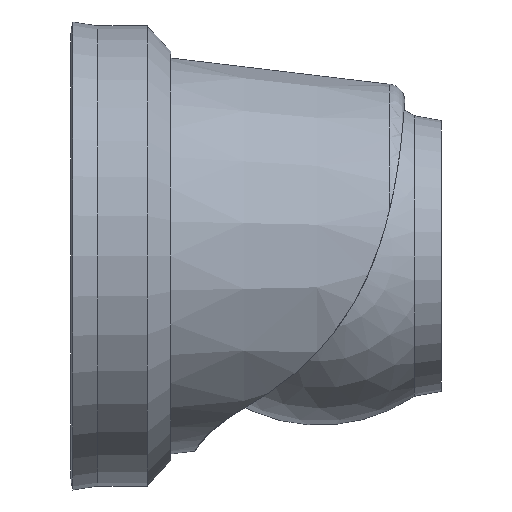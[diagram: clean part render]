
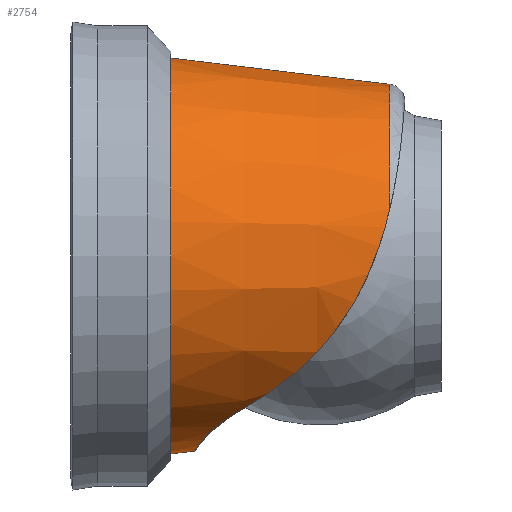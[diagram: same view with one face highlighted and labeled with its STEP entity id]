
A CAD part, left-side view. The second image highlights one B-rep face of the part: STEP entity #2754.
In plain terms, the highlighted conical face has half-angle 6.827 degrees and reference radius 50 mm.
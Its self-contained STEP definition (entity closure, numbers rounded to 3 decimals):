
#43 = CARTESIAN_POINT ( 'NONE',  ( -51.226, -89.771, 0.489 ) ) ;
#89 = VERTEX_POINT ( 'NONE', #1839 ) ;
#99 = CARTESIAN_POINT ( 'NONE',  ( -50.69, -91.565, 5.827 ) ) ;
#126 = CARTESIAN_POINT ( 'NONE',  ( -49.201, -80.686, -17.804 ) ) ;
#134 = EDGE_CURVE ( 'NONE', #2508, #1697, #315, .T. ) ;
#154 = CARTESIAN_POINT ( 'NONE',  ( 0., -93.764, 50.747 ) ) ;
#159 = ORIENTED_EDGE ( 'NONE', *, *, #1055, .T. ) ;
#175 = CARTESIAN_POINT ( 'NONE',  ( -4.986, -36.122, -57.484 ) ) ;
#188 = CARTESIAN_POINT ( 'NONE',  ( 0., -36.014, -57.66 ) ) ;
#205 = CARTESIAN_POINT ( 'NONE',  ( -36.102, -55.709, -41.9 ) ) ;
#206 = CARTESIAN_POINT ( 'NONE',  ( 0., -29., -58.5 ) ) ;
#315 = CIRCLE ( 'NONE', #1896, 50.747 ) ;
#317 = CARTESIAN_POINT ( 'NONE',  ( -49.97, -82.642, -14.677 ) ) ;
#361 = CARTESIAN_POINT ( 'NONE',  ( -49.728, -82.001, -15.734 ) ) ;
#429 = CARTESIAN_POINT ( 'NONE',  ( -23.419, -40.643, -52.086 ) ) ;
#435 = EDGE_CURVE ( 'NONE', #3294, #2078, #3620, .T. ) ;
#487 = CARTESIAN_POINT ( 'NONE',  ( -35.588, -54.739, -42.489 ) ) ;
#493 = CARTESIAN_POINT ( 'NONE',  ( 0., -100., -50. ) ) ;
#547 = CARTESIAN_POINT ( 'NONE',  ( -37.628, -58.58, -40.066 ) ) ;
#583 = CARTESIAN_POINT ( 'NONE',  ( -50.085, -82.958, -14.143 ) ) ;
#601 = CARTESIAN_POINT ( 'NONE',  ( -48.77, -93.764, 14.023 ) ) ;
#623 = CARTESIAN_POINT ( 'NONE',  ( -50.073, -92.61, 9.365 ) ) ;
#635 = CONICAL_SURFACE ( 'NONE', #2670, 50., 0.119 ) ;
#714 = CARTESIAN_POINT ( 'NONE',  ( -9.87, -36.61, -56.75 ) ) ;
#739 = DIRECTION ( 'NONE',  ( 0., 0., 1. ) ) ;
#749 = CARTESIAN_POINT ( 'NONE',  ( -30.928, -47.203, -47.071 ) ) ;
#898 = CARTESIAN_POINT ( 'NONE',  ( -49.504, -93.222, 11.706 ) ) ;
#908 = VECTOR ( 'NONE', #3611, 1000. ) ;
#915 = CARTESIAN_POINT ( 'NONE',  ( -47.976, -77.918, -21.77 ) ) ;
#931 = CARTESIAN_POINT ( 'NONE',  ( -43.509, -69.289, -31.448 ) ) ;
#992 = CARTESIAN_POINT ( 'NONE',  ( -14.075, -37.328, -55.757 ) ) ;
#1018 = CARTESIAN_POINT ( 'NONE',  ( -23.915, -40.926, -51.823 ) ) ;
#1022 = FACE_OUTER_BOUND ( 'NONE', #1092, .T. ) ;
#1037 = CARTESIAN_POINT ( 'NONE',  ( -28.75, -44.666, -48.792 ) ) ;
#1051 = CARTESIAN_POINT ( 'NONE',  ( -31.264, -47.648, -46.785 ) ) ;
#1055 = EDGE_CURVE ( 'NONE', #1697, #2078, #1447, .T. ) ;
#1092 = EDGE_LOOP ( 'NONE', ( #3102, #1448, #1486, #159, #3161 ) ) ;
#1178 = CARTESIAN_POINT ( 'NONE',  ( -51.102, -90.401, 2.267 ) ) ;
#1234 = CARTESIAN_POINT ( 'NONE',  ( -49.601, -81.676, -16.256 ) ) ;
#1253 = CARTESIAN_POINT ( 'NONE',  ( -50.621, -84.502, -11.458 ) ) ;
#1280 = EDGE_CURVE ( 'NONE', #89, #2508, #2447, .T. ) ;
#1316 = CARTESIAN_POINT ( 'NONE',  ( -13.478, -37.206, -55.92 ) ) ;
#1447 = LINE ( 'NONE', #3353, #3634 ) ;
#1448 = ORIENTED_EDGE ( 'NONE', *, *, #1280, .T. ) ;
#1463 = CARTESIAN_POINT ( 'NONE',  ( 0., -29., 58.5 ) ) ;
#1483 = CARTESIAN_POINT ( 'NONE',  ( -48.77, -93.764, 14.023 ) ) ;
#1486 = ORIENTED_EDGE ( 'NONE', *, *, #134, .T. ) ;
#1490 = DIRECTION ( 'NONE',  ( 0., 1., 0. ) ) ;
#1569 = DIRECTION ( 'NONE',  ( 0., 1., 0. ) ) ;
#1697 = VERTEX_POINT ( 'NONE', #154 ) ;
#1709 = CARTESIAN_POINT ( 'NONE',  ( -47.268, -76.454, -23.652 ) ) ;
#1748 = CARTESIAN_POINT ( 'NONE',  ( -51.048, -90.604, 2.862 ) ) ;
#1839 = CARTESIAN_POINT ( 'NONE',  ( 0., -36.014, -57.66 ) ) ;
#1841 = CARTESIAN_POINT ( 'NONE',  ( -32.885, -49.911, -45.356 ) ) ;
#1896 = AXIS2_PLACEMENT_3D ( 'NONE', #2616, #1569, #2050 ) ;
#2047 = CARTESIAN_POINT ( 'NONE',  ( -51.191, -89.985, 1.08 ) ) ;
#2050 = DIRECTION ( 'NONE',  ( 0., 0., -1. ) ) ;
#2078 = VERTEX_POINT ( 'NONE', #1463 ) ;
#2097 = CARTESIAN_POINT ( 'NONE',  ( -21.884, -39.856, -52.852 ) ) ;
#2117 = CARTESIAN_POINT ( 'NONE',  ( 0., -100., 0. ) ) ;
#2126 = CARTESIAN_POINT ( 'NONE',  ( -29.868, -45.903, -47.934 ) ) ;
#2266 = CARTESIAN_POINT ( 'NONE',  ( -41.617, -65.848, -34.56 ) ) ;
#2307 = CARTESIAN_POINT ( 'NONE',  ( -42.098, -66.72, -33.806 ) ) ;
#2327 = CARTESIAN_POINT ( 'NONE',  ( -51.351, -88.68, -2.448 ) ) ;
#2388 = CARTESIAN_POINT ( 'NONE',  ( -26.26, -42.472, -50.474 ) ) ;
#2422 = CARTESIAN_POINT ( 'NONE',  ( -8.655, -36.465, -56.966 ) ) ;
#2447 = B_SPLINE_CURVE_WITH_KNOTS ( 'NONE', 3,
 ( #188, #2976, #175, #2422, #714, #2934, #3498, #1316, #992, #2647, #3525, #2097, #2914, #429, #1018, #3550, #2388, #3539, #1037, #2126, #3241, #749, #1051, #1841, #2961, #487, #205, #3054, #547, #2849, #3076, #2266, #2307, #2521, #931, #3396, #2586, #1709, #915, #2809, #126, #1234, #361, #317, #583, #1253, #3429, #3091, #2327, #43, #2047, #1178, #1748, #3106, #99, #623, #898, #601 ),
 .UNSPECIFIED., .F., .F.,
 ( 4, 2, 2, 2, 2, 2, 2, 2, 2, 2, 2, 2, 2, 2, 2, 2, 2, 2, 2, 2, 2, 2, 2, 2, 2, 2, 2, 2, 4 ),
 ( 0.164, 0.171, 0.175, 0.177, 0.178, 0.186, 0.188, 0.19, 0.193, 0.197, 0.199, 0.201, 0.208, 0.212, 0.216, 0.223, 0.227, 0.23, 0.238, 0.245, 0.249, 0.251, 0.253, 0.26, 0.268, 0.27, 0.271, 0.275, 0.283 ),
 .UNSPECIFIED. ) ;
#2508 = VERTEX_POINT ( 'NONE', #1483 ) ;
#2521 = CARTESIAN_POINT ( 'NONE',  ( -43.044, -68.439, -32.251 ) ) ;
#2586 = CARTESIAN_POINT ( 'NONE',  ( -45.712, -73.391, -27.257 ) ) ;
#2616 = CARTESIAN_POINT ( 'NONE',  ( 0., -93.764, 0. ) ) ;
#2626 = CARTESIAN_POINT ( 'NONE',  ( 0., -29., 0. ) ) ;
#2647 = CARTESIAN_POINT ( 'NONE',  ( -17.015, -37.987, -54.9 ) ) ;
#2660 = AXIS2_PLACEMENT_3D ( 'NONE', #2626, #1490, #3149 ) ;
#2670 = AXIS2_PLACEMENT_3D ( 'NONE', #2117, #3230, #739 ) ;
#2754 = ADVANCED_FACE ( 'NONE', ( #1022 ), #635, .T. ) ;
#2809 = CARTESIAN_POINT ( 'NONE',  ( -48.911, -80.007, -18.812 ) ) ;
#2849 = CARTESIAN_POINT ( 'NONE',  ( -39.147, -61.384, -38.13 ) ) ;
#2914 = CARTESIAN_POINT ( 'NONE',  ( -22.401, -40.107, -52.602 ) ) ;
#2934 = CARTESIAN_POINT ( 'NONE',  ( -11.68, -36.884, -56.362 ) ) ;
#2961 = CARTESIAN_POINT ( 'NONE',  ( -34.001, -51.836, -44.229 ) ) ;
#2976 = CARTESIAN_POINT ( 'NONE',  ( -2.509, -36.014, -57.66 ) ) ;
#3054 = CARTESIAN_POINT ( 'NONE',  ( -37.121, -57.631, -40.689 ) ) ;
#3076 = CARTESIAN_POINT ( 'NONE',  ( -40.151, -63.198, -36.755 ) ) ;
#3091 = CARTESIAN_POINT ( 'NONE',  ( -51.299, -87.726, -4.751 ) ) ;
#3102 = ORIENTED_EDGE ( 'NONE', *, *, #3585, .F. ) ;
#3106 = CARTESIAN_POINT ( 'NONE',  ( -50.857, -91.195, 4.643 ) ) ;
#3149 = DIRECTION ( 'NONE',  ( 0., 0., 1. ) ) ;
#3161 = ORIENTED_EDGE ( 'NONE', *, *, #435, .F. ) ;
#3230 = DIRECTION ( 'NONE',  ( 0., 1., 0. ) ) ;
#3241 = CARTESIAN_POINT ( 'NONE',  ( -30.23, -46.329, -47.646 ) ) ;
#3294 = VERTEX_POINT ( 'NONE', #206 ) ;
#3352 = LINE ( 'NONE', #493, #908 ) ;
#3353 = CARTESIAN_POINT ( 'NONE',  ( 0., -100., 50. ) ) ;
#3396 = CARTESIAN_POINT ( 'NONE',  ( -44.865, -71.791, -28.979 ) ) ;
#3402 = DIRECTION ( 'NONE',  ( 0., 0.993, 0.119 ) ) ;
#3429 = CARTESIAN_POINT ( 'NONE',  ( -50.935, -85.637, -9.255 ) ) ;
#3498 = CARTESIAN_POINT ( 'NONE',  ( -12.281, -36.984, -56.222 ) ) ;
#3525 = CARTESIAN_POINT ( 'NONE',  ( -19.253, -38.68, -54.062 ) ) ;
#3539 = CARTESIAN_POINT ( 'NONE',  ( -27.956, -43.895, -49.358 ) ) ;
#3550 = CARTESIAN_POINT ( 'NONE',  ( -25.357, -41.818, -51.022 ) ) ;
#3585 = EDGE_CURVE ( 'NONE', #89, #3294, #3352, .T. ) ;
#3611 = DIRECTION ( 'NONE',  ( 0., 0.993, -0.119 ) ) ;
#3620 = CIRCLE ( 'NONE', #2660, 58.5 ) ;
#3634 = VECTOR ( 'NONE', #3402, 1000. ) ;
